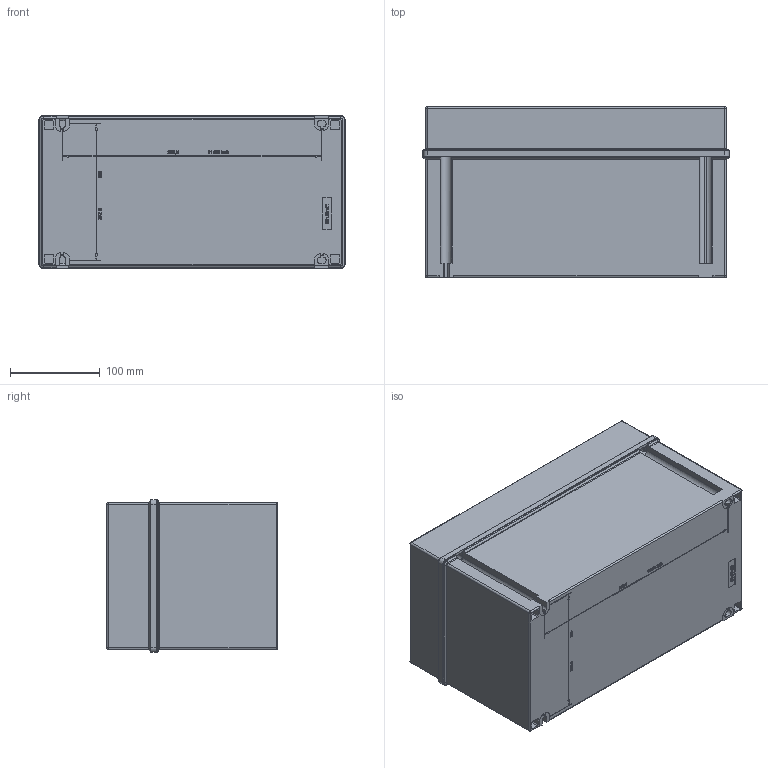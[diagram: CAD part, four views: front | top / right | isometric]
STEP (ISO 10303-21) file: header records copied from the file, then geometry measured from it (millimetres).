
FILE_DESCRIPTION (( 'STEP AP203' ), '1' );
FILE_NAME ('8146-_B75-ap203.STEP', '2012-10-26T10:33:58', ( 'Admin' ), ( 'R. STAHL AG' ), 'SwSTEP 2.0', 'SolidWorks 2012', '' );
FILE_SCHEMA (( 'CONFIG_CONTROL_DESIGN' ));
Length unit declared in the file: millimetre
Products named in the file (10): 8146-_B75-ap203; 509_642_0; 509_642_0_1_montiert; 81_460_33_05_0; 81_460_33_05_0_Dichtung; 81_469_05_05_0_81_469_45_05_0; 81_467_01_04_0_81_467_01_04_0; 81_469_01_91_0; 81_467_01_04_0
Assembly tree (15 placements, depth 3):
  8146-_B75-ap203
    81_467_01_04_0_81_467_01_04_0
      81_467_01_04_0
      81_469_01_91_0  x4
    81_460_33_05_0
      81_469_05_05_0_81_469_45_05_0
      81_460_33_05_0_Dichtung
    509_642_0  x4
      509_642_0
      509_642_0_1_montiert
Bounding box: 340.5 x 190.3 x 170 mm (x, y, z)
Volume: 1112463.3 mm3; surface area: 669304.6 mm2
Topology: 15 solids, 15 shells, 1692 faces, 4241 edges, 2661 vertices
Faces by surface type: plane 836, cylinder 329, bspline 285, cone 126, torus 104, sphere 12
Entity records: 60026 total; most frequent: CARTESIAN_POINT 25785, ORIENTED_EDGE 7326, DIRECTION 6008, EDGE_CURVE 3663, VERTEX_POINT 2310, LINE 2262, VECTOR 2262, AXIS2_PLACEMENT_3D 1873
